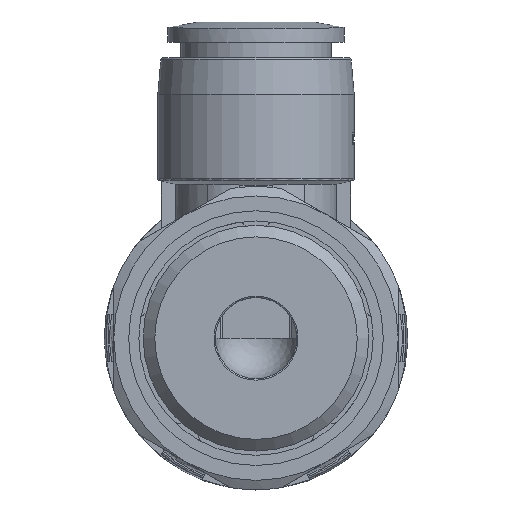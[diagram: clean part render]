
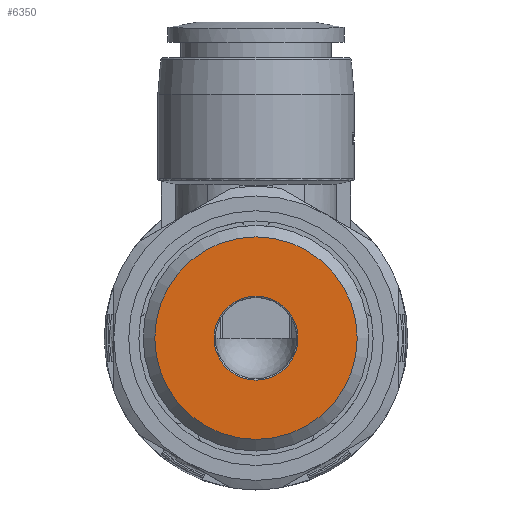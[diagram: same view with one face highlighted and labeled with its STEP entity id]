
A CAD part, front view. The second image highlights one B-rep face of the part: STEP entity #6350.
In plain terms, the highlighted planar face has unit normal (0, -1, 0).
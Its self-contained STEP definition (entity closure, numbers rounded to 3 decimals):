
#485=CIRCLE('',#6811,7.475);
#486=CIRCLE('',#6813,3.1);
#1114=ORIENTED_EDGE('',*,*,#2434,.F.);
#1115=ORIENTED_EDGE('',*,*,#2433,.T.);
#2433=EDGE_CURVE('',#3073,#3073,#485,.T.);
#2434=EDGE_CURVE('',#3074,#3074,#486,.T.);
#3073=VERTEX_POINT('',#9761);
#3074=VERTEX_POINT('',#9764);
#3948=EDGE_LOOP('',(#1114));
#3949=EDGE_LOOP('',(#1115));
#4280=FACE_BOUND('',#3948,.T.);
#4281=FACE_BOUND('',#3949,.T.);
#4535=PLANE('',#6812);
#6350=ADVANCED_FACE('',(#4280,#4281),#4535,.F.);
#6811=AXIS2_PLACEMENT_3D('',#9760,#7728,#7729);
#6812=AXIS2_PLACEMENT_3D('',#9762,#7730,#7731);
#6813=AXIS2_PLACEMENT_3D('',#9763,#7732,#7733);
#7728=DIRECTION('',(0.,-1.,0.));
#7729=DIRECTION('',(0.,0.,-1.));
#7730=DIRECTION('',(0.,1.,0.));
#7731=DIRECTION('',(0.,0.,1.));
#7732=DIRECTION('',(0.,-1.,0.));
#7733=DIRECTION('',(0.,0.,-1.));
#9760=CARTESIAN_POINT('',(0.,0.,0.));
#9761=CARTESIAN_POINT('',(0.,0.,-7.475));
#9762=CARTESIAN_POINT('',(0.,0.,-7.475));
#9763=CARTESIAN_POINT('',(0.,0.,0.));
#9764=CARTESIAN_POINT('',(0.,0.,-3.1));
